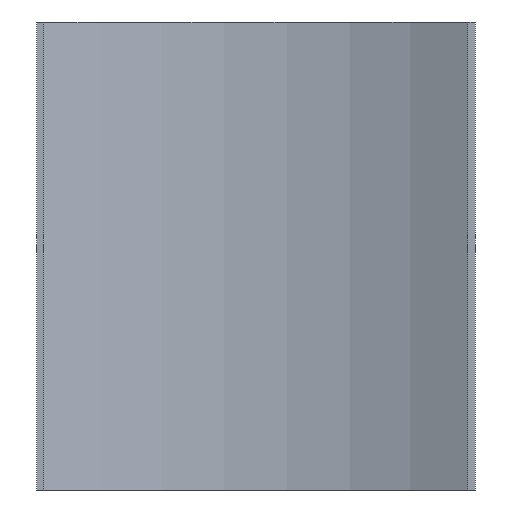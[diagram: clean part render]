
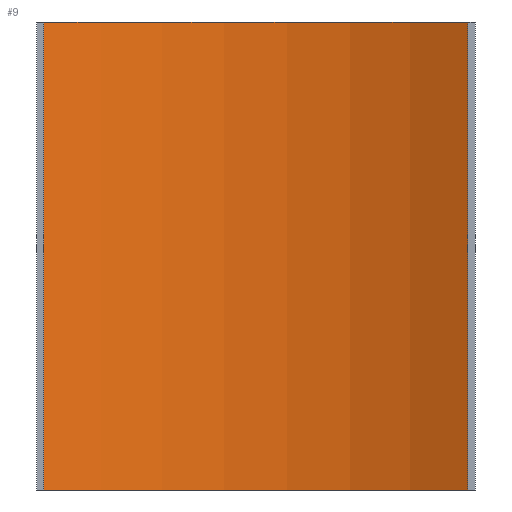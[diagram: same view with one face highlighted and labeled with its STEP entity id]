
A CAD part, left-side view. The second image highlights one B-rep face of the part: STEP entity #9.
In plain terms, the highlighted cylindrical face has radius 31 mm (diameter 62 mm), a partial arc.
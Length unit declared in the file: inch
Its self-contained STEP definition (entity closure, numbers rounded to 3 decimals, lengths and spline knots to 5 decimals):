
#1 = VERTEX_POINT ( 'NONE', #71 ) ;
#2 = ORIENTED_EDGE ( 'NONE', *, *, #23, .F. ) ;
#5 = EDGE_CURVE ( 'NONE', #13, #1, #139, .T. ) ;
#6 = ORIENTED_EDGE ( 'NONE', *, *, #5, .T. ) ;
#7 = EDGE_LOOP ( 'NONE', ( #6, #2, #25, #32 ) ) ;
#9 = ADVANCED_FACE ( 'NONE', ( #134 ), #163, .F. ) ;
#12 = VERTEX_POINT ( 'NONE', #154 ) ;
#13 = VERTEX_POINT ( 'NONE', #153 ) ;
#18 = EDGE_CURVE ( 'NONE', #12, #13, #196, .T. ) ;
#23 = EDGE_CURVE ( 'NONE', #24, #1, #220, .T. ) ;
#24 = VERTEX_POINT ( 'NONE', #216 ) ;
#25 = ORIENTED_EDGE ( 'NONE', *, *, #30, .F. ) ;
#30 = EDGE_CURVE ( 'NONE', #12, #24, #214, .T. ) ;
#32 = ORIENTED_EDGE ( 'NONE', *, *, #18, .T. ) ;
#71 = CARTESIAN_POINT ( 'NONE',  ( 0.83629, -0.05803, -1.32194 ) ) ;
#134 = FACE_OUTER_BOUND ( 'NONE', #7, .T. ) ;
#135 = DIRECTION ( 'NONE',  ( -1., 0., 0. ) ) ;
#136 = DIRECTION ( 'NONE',  ( 0., 0., -1. ) ) ;
#137 = CARTESIAN_POINT ( 'NONE',  ( -0.24245, 0.51282, -1.32194 ) ) ;
#138 = AXIS2_PLACEMENT_3D ( 'NONE', #137, #136, #135 ) ;
#139 = CIRCLE ( 'NONE', #138, 1.22047 ) ;
#153 = CARTESIAN_POINT ( 'NONE',  ( 0.83629, 1.08367, -1.32194 ) ) ;
#154 = CARTESIAN_POINT ( 'NONE',  ( 0.83629, 1.08367, -0.0621 ) ) ;
#160 = DIRECTION ( 'NONE',  ( -1., 0., 0. ) ) ;
#161 = DIRECTION ( 'NONE',  ( 0., 0., -1. ) ) ;
#162 = AXIS2_PLACEMENT_3D ( 'NONE', #164, #161, #160 ) ;
#163 = CYLINDRICAL_SURFACE ( 'NONE', #162, 1.22047 ) ;
#164 = CARTESIAN_POINT ( 'NONE',  ( -0.24245, 0.51282, -0.0621 ) ) ;
#193 = DIRECTION ( 'NONE',  ( 0., 0., -1. ) ) ;
#194 = VECTOR ( 'NONE', #193, 39.37008 ) ;
#195 = CARTESIAN_POINT ( 'NONE',  ( 0.83629, 1.08367, -0.0621 ) ) ;
#196 = LINE ( 'NONE', #195, #194 ) ;
#210 = DIRECTION ( 'NONE',  ( -1., 0., 0. ) ) ;
#211 = DIRECTION ( 'NONE',  ( 0., 0., -1. ) ) ;
#212 = CARTESIAN_POINT ( 'NONE',  ( -0.24245, 0.51282, -0.0621 ) ) ;
#213 = AXIS2_PLACEMENT_3D ( 'NONE', #212, #211, #210 ) ;
#214 = CIRCLE ( 'NONE', #213, 1.22047 ) ;
#216 = CARTESIAN_POINT ( 'NONE',  ( 0.83629, -0.05803, -0.0621 ) ) ;
#217 = DIRECTION ( 'NONE',  ( 0., 0., -1. ) ) ;
#218 = VECTOR ( 'NONE', #217, 39.37008 ) ;
#219 = CARTESIAN_POINT ( 'NONE',  ( 0.83629, -0.05803, -0.0621 ) ) ;
#220 = LINE ( 'NONE', #219, #218 ) ;
